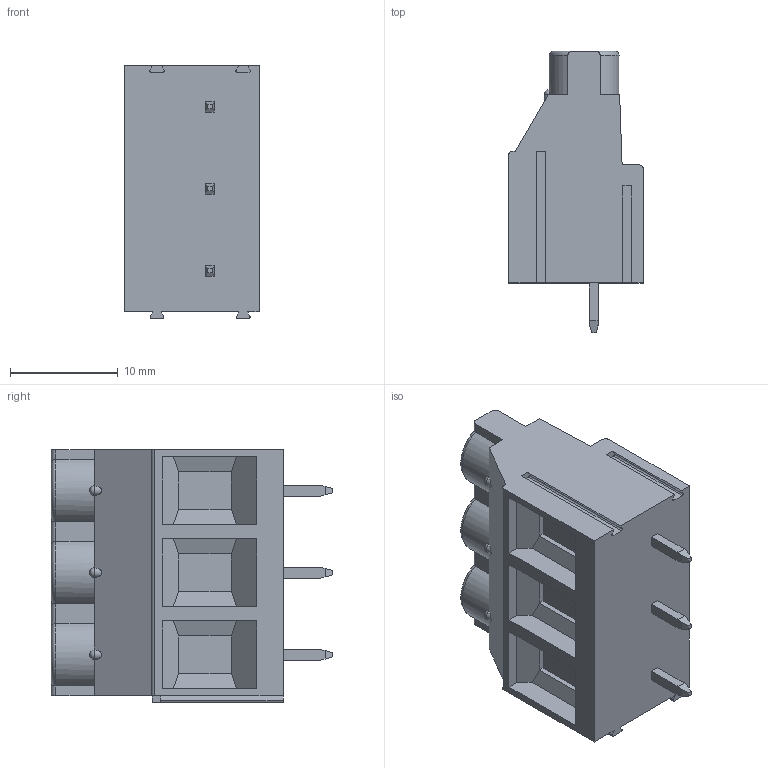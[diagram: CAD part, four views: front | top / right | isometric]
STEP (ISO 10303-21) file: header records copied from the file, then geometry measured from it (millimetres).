
FILE_DESCRIPTION((''),'2;1');
FILE_NAME('TL506V','2025-01-10T',('yanfa'),(''),'PRO/ENGINEER BY PARAMETRIC TECHNOLOGY CORPORATION, 2009280','PRO/ENGINEER BY PARAMETRIC TECHNOLOGY CORPORATION, 2009280','');
FILE_SCHEMA(('AUTOMOTIVE_DESIGN_CC2 { 1 2 10303 214 -1 1 5 2 }'));
Length unit declared in the file: millimetre
Products named in the file (1): TL506V
Bounding box: 12.5 x 26.1 x 23.46 mm (x, y, z)
Volume: 4375.4 mm3; surface area: 2419.4 mm2
Topology: 1 solids, 1 shells, 212 faces, 555 edges, 351 vertices
Faces by surface type: plane 134, cylinder 51, torus 12, cone 12, sphere 3
Entity records: 6713 total; most frequent: CARTESIAN_POINT 1452, ORIENTED_EDGE 1104, DIRECTION 1063, EDGE_CURVE 552, VECTOR 399, LINE 399, VERTEX_POINT 351, AXIS2_PLACEMENT_3D 332
